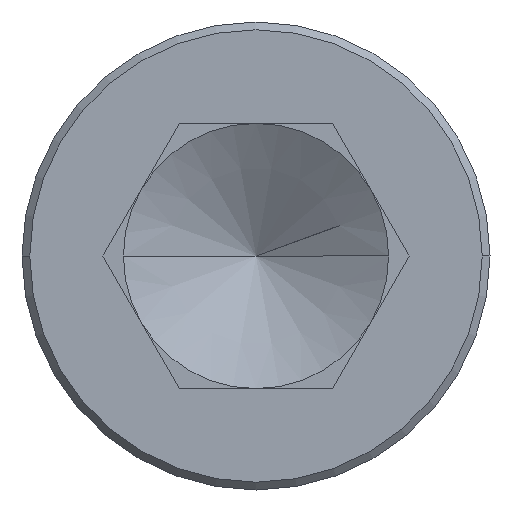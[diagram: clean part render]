
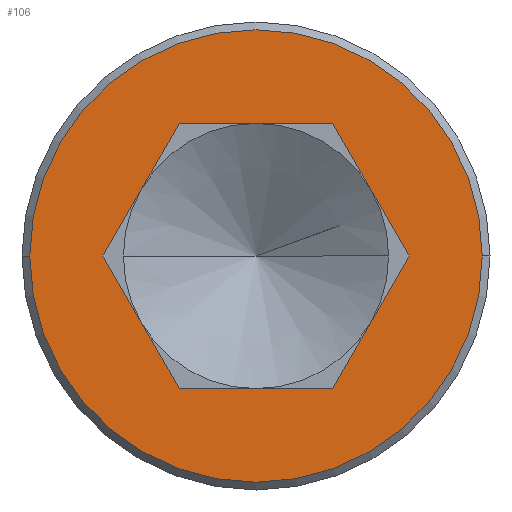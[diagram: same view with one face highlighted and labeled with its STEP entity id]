
A CAD part, left-side view. The second image highlights one B-rep face of the part: STEP entity #106.
In plain terms, the highlighted planar face has unit normal (-1, 0, 0).
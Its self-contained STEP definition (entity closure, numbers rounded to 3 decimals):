
#106 = ADVANCED_FACE( '', ( #173, #174 ), #175, .T. );
#173 = FACE_BOUND( '', #242, .T. );
#174 = FACE_OUTER_BOUND( '', #243, .T. );
#175 = PLANE( '', #244 );
#242 = EDGE_LOOP( '', ( #470, #471, #472, #473, #474, #475 ) );
#243 = EDGE_LOOP( '', ( #476, #477 ) );
#244 = AXIS2_PLACEMENT_3D( '', #478, #479, #480 );
#470 = ORIENTED_EDGE( '', *, *, #540, .T. );
#471 = ORIENTED_EDGE( '', *, *, #550, .T. );
#472 = ORIENTED_EDGE( '', *, *, #548, .T. );
#473 = ORIENTED_EDGE( '', *, *, #546, .T. );
#474 = ORIENTED_EDGE( '', *, *, #544, .T. );
#475 = ORIENTED_EDGE( '', *, *, #542, .T. );
#476 = ORIENTED_EDGE( '', *, *, #499, .T. );
#477 = ORIENTED_EDGE( '', *, *, #561, .T. );
#478 = CARTESIAN_POINT( '', ( 0., 7.25, 0. ) );
#479 = DIRECTION( '', ( -1., 0., 0. ) );
#480 = DIRECTION( '', ( 0., 1., 0. ) );
#499 = EDGE_CURVE( '', #575, #579, #581, .T. );
#540 = EDGE_CURVE( '', #650, #648, #651, .T. );
#542 = EDGE_CURVE( '', #653, #650, #654, .T. );
#544 = EDGE_CURVE( '', #656, #653, #657, .T. );
#546 = EDGE_CURVE( '', #659, #656, #660, .T. );
#548 = EDGE_CURVE( '', #662, #659, #663, .T. );
#550 = EDGE_CURVE( '', #648, #662, #665, .T. );
#561 = EDGE_CURVE( '', #579, #575, #677, .T. );
#575 = VERTEX_POINT( '', #693 );
#579 = VERTEX_POINT( '', #698 );
#581 = CIRCLE( '', #701, 14.5 );
#648 = VERTEX_POINT( '', #790 );
#650 = VERTEX_POINT( '', #793 );
#651 = LINE( '', #794, #795 );
#653 = VERTEX_POINT( '', #798 );
#654 = LINE( '', #799, #800 );
#656 = VERTEX_POINT( '', #803 );
#657 = LINE( '', #804, #805 );
#659 = VERTEX_POINT( '', #808 );
#660 = LINE( '', #809, #810 );
#662 = VERTEX_POINT( '', #813 );
#663 = LINE( '', #814, #815 );
#665 = LINE( '', #818, #819 );
#677 = CIRCLE( '', #831, 14.5 );
#693 = CARTESIAN_POINT( '', ( 0., 14.5, 0. ) );
#698 = CARTESIAN_POINT( '', ( 0., -14.5, 0. ) );
#701 = AXIS2_PLACEMENT_3D( '', #851, #852, #853 );
#790 = CARTESIAN_POINT( '', ( 0., -4.907, 8.5 ) );
#793 = CARTESIAN_POINT( '', ( 0., 4.907, 8.5 ) );
#794 = CARTESIAN_POINT( '', ( 0., 1.171, 8.5 ) );
#795 = VECTOR( '', #928, 1. );
#798 = CARTESIAN_POINT( '', ( 0., 9.815, 0. ) );
#799 = CARTESIAN_POINT( '', ( 0., 7.041, 4.805 ) );
#800 = VECTOR( '', #930, 1. );
#803 = CARTESIAN_POINT( '', ( 0., 4.907, -8.5 ) );
#804 = CARTESIAN_POINT( '', ( 0., 9.494, -0.555 ) );
#805 = VECTOR( '', #932, 1. );
#808 = CARTESIAN_POINT( '', ( 0., -4.907, -8.5 ) );
#809 = CARTESIAN_POINT( '', ( 0., 6.079, -8.5 ) );
#810 = VECTOR( '', #934, 1. );
#813 = CARTESIAN_POINT( '', ( 0., -9.815, 0. ) );
#814 = CARTESIAN_POINT( '', ( 0., -5.228, -7.945 ) );
#815 = VECTOR( '', #936, 1. );
#818 = CARTESIAN_POINT( '', ( 0., -7.682, 3.695 ) );
#819 = VECTOR( '', #938, 1. );
#831 = AXIS2_PLACEMENT_3D( '', #969, #970, #971 );
#851 = CARTESIAN_POINT( '', ( 0., 0., 0. ) );
#852 = DIRECTION( '', ( -1., 0., 0. ) );
#853 = DIRECTION( '', ( 0., 1., 0. ) );
#928 = DIRECTION( '', ( 0., -1., 0. ) );
#930 = DIRECTION( '', ( 0., -0.5, 0.866 ) );
#932 = DIRECTION( '', ( 0., 0.5, 0.866 ) );
#934 = DIRECTION( '', ( 0., 1., 0. ) );
#936 = DIRECTION( '', ( 0., 0.5, -0.866 ) );
#938 = DIRECTION( '', ( 0., -0.5, -0.866 ) );
#969 = CARTESIAN_POINT( '', ( 0., 0., 0. ) );
#970 = DIRECTION( '', ( -1., 0., 0. ) );
#971 = DIRECTION( '', ( 0., 1., 0. ) );
